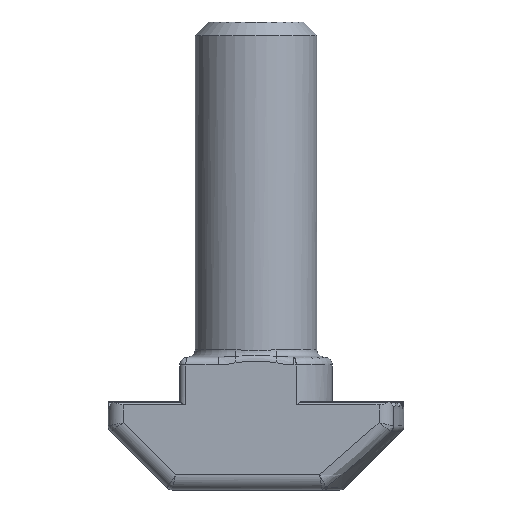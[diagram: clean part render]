
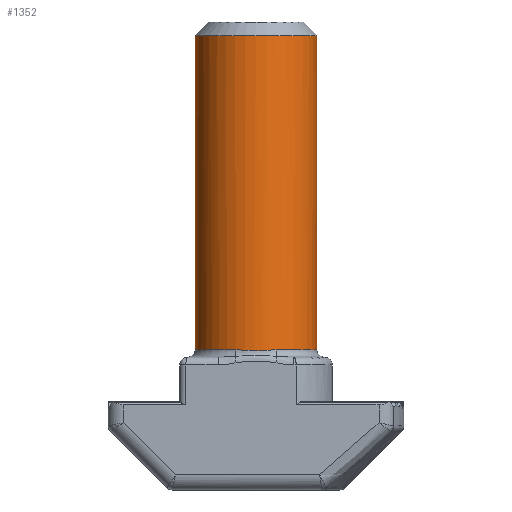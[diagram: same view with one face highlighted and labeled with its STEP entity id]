
A CAD part, front view. The second image highlights one B-rep face of the part: STEP entity #1352.
In plain terms, the highlighted cylindrical face has radius 4 mm (diameter 8 mm), a full revolution.
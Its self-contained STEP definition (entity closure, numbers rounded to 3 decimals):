
#73=CARTESIAN_POINT('',(-1.315,3.778,9.2));
#74=VERTEX_POINT('',#73);
#75=CARTESIAN_POINT('',(-1.315,-3.778,9.2));
#76=VERTEX_POINT('',#75);
#77=CARTESIAN_POINT('',(0.0,0.0,9.2));
#78=DIRECTION('',(0.0,0.0,1.0));
#79=DIRECTION('',(1.0,0.0,0.0));
#80=AXIS2_PLACEMENT_3D('',#77,#78,#79);
#81=CIRCLE('',#80,4.0);
#82=EDGE_CURVE('',#74,#76,#81,.T.);
#1225=CARTESIAN_POINT('',(-4.0,0.0,29.8));
#1226=VERTEX_POINT('',#1225);
#1227=CARTESIAN_POINT('',(0.0,0.0,29.8));
#1228=DIRECTION('',(0.0,0.0,-1.0));
#1229=DIRECTION('',(1.0,0.0,0.0));
#1230=AXIS2_PLACEMENT_3D('',#1227,#1228,#1229);
#1231=CIRCLE('',#1230,4.0);
#1232=EDGE_CURVE('',#1226,#1226,#1231,.T.);
#1242=CARTESIAN_POINT('',(1.315,-3.778,9.2));
#1243=VERTEX_POINT('',#1242);
#1244=CARTESIAN_POINT('',(1.315,3.778,9.2));
#1245=VERTEX_POINT('',#1244);
#1246=CARTESIAN_POINT('',(0.0,0.0,9.2));
#1247=DIRECTION('',(0.0,0.0,1.0));
#1248=DIRECTION('',(1.0,0.0,0.0));
#1249=AXIS2_PLACEMENT_3D('',#1246,#1247,#1248);
#1250=CIRCLE('',#1249,4.0);
#1251=EDGE_CURVE('',#1243,#1245,#1250,.T.);
#1308=CARTESIAN_POINT('',(0.0,0.0,30.7));
#1309=DIRECTION('',(0.0,0.0,1.0));
#1310=DIRECTION('',(-1.0,0.0,0.0));
#1311=AXIS2_PLACEMENT_3D('',#1308,#1309,#1310);
#1312=CYLINDRICAL_SURFACE('',#1311,4.0);
#1313=ORIENTED_EDGE('',*,*,#1232,.T.);
#1314=EDGE_LOOP('',(#1313));
#1315=FACE_OUTER_BOUND('',#1314,.T.);
#1316=ORIENTED_EDGE('',*,*,#82,.T.);
#1317=CARTESIAN_POINT('',(-1.315,-3.778,9.2));
#1318=CARTESIAN_POINT('',(-1.101,-3.852,9.2));
#1319=CARTESIAN_POINT('',(-0.886,-3.907,9.18));
#1320=CARTESIAN_POINT('',(-0.667,-3.944,9.164));
#1321=CARTESIAN_POINT('',(-0.447,-3.981,9.147));
#1322=CARTESIAN_POINT('',(-0.222,-4.,9.133));
#1323=CARTESIAN_POINT('',(0.002,-4.,9.133));
#1324=CARTESIAN_POINT('',(0.226,-4.,9.133));
#1325=CARTESIAN_POINT('',(0.447,-3.981,9.147));
#1326=CARTESIAN_POINT('',(0.666,-3.944,9.164));
#1327=CARTESIAN_POINT('',(0.885,-3.907,9.18));
#1328=CARTESIAN_POINT('',(1.102,-3.852,9.2));
#1329=CARTESIAN_POINT('',(1.315,-3.778,9.2));
#1330=B_SPLINE_CURVE_WITH_KNOTS('',3,(#1317,#1318,#1319,#1320,#1321,#1322,#1323,#1324,#1325,#1326,#1327,#1328,#1329),.UNSPECIFIED.,.F.,.U.,(4,3,3,3,4),(0.0,0.001,0.001,0.002,0.003),.UNSPECIFIED.);
#1331=EDGE_CURVE('',#76,#1243,#1330,.T.);
#1332=ORIENTED_EDGE('',*,*,#1331,.T.);
#1333=ORIENTED_EDGE('',*,*,#1251,.T.);
#1334=CARTESIAN_POINT('',(1.315,3.778,9.2));
#1335=CARTESIAN_POINT('',(1.101,3.852,9.2));
#1336=CARTESIAN_POINT('',(0.886,3.907,9.18));
#1337=CARTESIAN_POINT('',(0.667,3.944,9.164));
#1338=CARTESIAN_POINT('',(0.447,3.981,9.147));
#1339=CARTESIAN_POINT('',(0.222,4.,9.133));
#1340=CARTESIAN_POINT('',(-0.002,4.,9.133));
#1341=CARTESIAN_POINT('',(-0.226,4.,9.133));
#1342=CARTESIAN_POINT('',(-0.447,3.981,9.147));
#1343=CARTESIAN_POINT('',(-0.666,3.944,9.164));
#1344=CARTESIAN_POINT('',(-0.885,3.907,9.18));
#1345=CARTESIAN_POINT('',(-1.102,3.852,9.2));
#1346=CARTESIAN_POINT('',(-1.315,3.778,9.2));
#1347=B_SPLINE_CURVE_WITH_KNOTS('',3,(#1334,#1335,#1336,#1337,#1338,#1339,#1340,#1341,#1342,#1343,#1344,#1345,#1346),.UNSPECIFIED.,.F.,.U.,(4,3,3,3,4),(0.0,0.001,0.001,0.002,0.003),.UNSPECIFIED.);
#1348=EDGE_CURVE('',#1245,#74,#1347,.T.);
#1349=ORIENTED_EDGE('',*,*,#1348,.T.);
#1350=EDGE_LOOP('',(#1316,#1332,#1333,#1349));
#1351=FACE_BOUND('',#1350,.T.);
#1352=ADVANCED_FACE('',(#1315,#1351),#1312,.T.);
